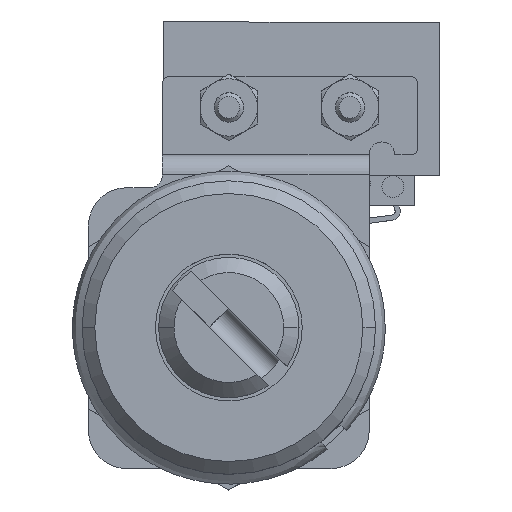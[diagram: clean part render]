
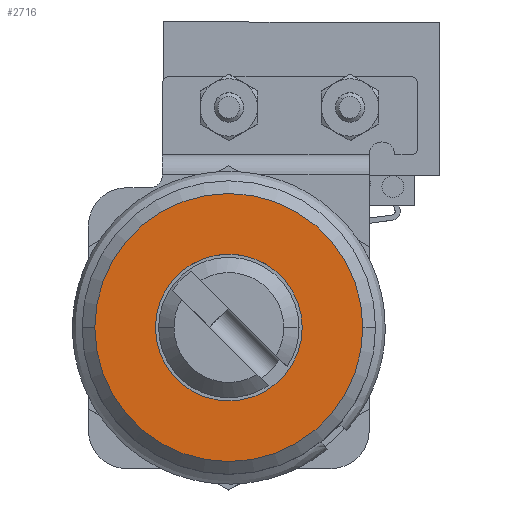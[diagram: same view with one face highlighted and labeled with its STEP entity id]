
A CAD part, top view. The second image highlights one B-rep face of the part: STEP entity #2716.
In plain terms, the highlighted planar face has unit normal (0, 0, 1).
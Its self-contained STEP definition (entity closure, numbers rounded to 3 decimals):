
#969 = EDGE_CURVE ( 'NONE', #5682, #10074, #6172, .T. ) ;
#1642 = DIRECTION ( 'NONE',  ( -1., 0., 0. ) ) ;
#2400 = AXIS2_PLACEMENT_3D ( 'NONE', #11856, #9940, #7984 ) ;
#2537 = DIRECTION ( 'NONE',  ( -1., 0., 0. ) ) ;
#2541 = CARTESIAN_POINT ( 'NONE',  ( -10.5, 0., 0. ) ) ;
#2716 = ADVANCED_FACE ( 'NONE', ( #7869, #14679 ), #8323, .F. ) ;
#3166 = DIRECTION ( 'NONE',  ( 1., 0., 0. ) ) ;
#3213 = ORIENTED_EDGE ( 'NONE', *, *, #4213, .T. ) ;
#3446 = CIRCLE ( 'NONE', #2400, 5.75 ) ;
#3557 = DIRECTION ( 'NONE',  ( 0., 0., 1. ) ) ;
#4213 = EDGE_CURVE ( 'NONE', #6276, #18191, #13784, .T. ) ;
#4484 = DIRECTION ( 'NONE',  ( 0., 0., -1. ) ) ;
#5113 = DIRECTION ( 'NONE',  ( 0., 0., 1. ) ) ;
#5682 = VERTEX_POINT ( 'NONE', #7322 ) ;
#6172 = CIRCLE ( 'NONE', #10548, 5.75 ) ;
#6264 = AXIS2_PLACEMENT_3D ( 'NONE', #11281, #3557, #1642 ) ;
#6276 = VERTEX_POINT ( 'NONE', #2541 ) ;
#6383 = CARTESIAN_POINT ( 'NONE',  ( 0., 11.5, 0. ) ) ;
#7019 = CARTESIAN_POINT ( 'NONE',  ( 0., 0., 0. ) ) ;
#7322 = CARTESIAN_POINT ( 'NONE',  ( -5.75, 0., 0. ) ) ;
#7869 = FACE_OUTER_BOUND ( 'NONE', #8656, .T. ) ;
#7894 = EDGE_LOOP ( 'NONE', ( #11191, #9417 ) ) ;
#7984 = DIRECTION ( 'NONE',  ( 1., 0., 0. ) ) ;
#8286 = ORIENTED_EDGE ( 'NONE', *, *, #8519, .T. ) ;
#8323 = PLANE ( 'NONE',  #15176 ) ;
#8519 = EDGE_CURVE ( 'NONE', #18191, #6276, #17453, .T. ) ;
#8656 = EDGE_LOOP ( 'NONE', ( #3213, #8286 ) ) ;
#9147 = AXIS2_PLACEMENT_3D ( 'NONE', #15663, #13724, #11807 ) ;
#9417 = ORIENTED_EDGE ( 'NONE', *, *, #969, .F. ) ;
#9940 = DIRECTION ( 'NONE',  ( 0., 0., 1. ) ) ;
#10074 = VERTEX_POINT ( 'NONE', #11455 ) ;
#10548 = AXIS2_PLACEMENT_3D ( 'NONE', #7019, #5113, #3166 ) ;
#11191 = ORIENTED_EDGE ( 'NONE', *, *, #13132, .F. ) ;
#11281 = CARTESIAN_POINT ( 'NONE',  ( 0., 0., 0. ) ) ;
#11455 = CARTESIAN_POINT ( 'NONE',  ( 5.75, 0., 0. ) ) ;
#11652 = CARTESIAN_POINT ( 'NONE',  ( 10.5, 0., 0. ) ) ;
#11807 = DIRECTION ( 'NONE',  ( -1., 0., 0. ) ) ;
#11856 = CARTESIAN_POINT ( 'NONE',  ( 0., 0., 0. ) ) ;
#13132 = EDGE_CURVE ( 'NONE', #10074, #5682, #3446, .T. ) ;
#13724 = DIRECTION ( 'NONE',  ( 0., 0., 1. ) ) ;
#13784 = CIRCLE ( 'NONE', #9147, 10.5 ) ;
#14679 = FACE_BOUND ( 'NONE', #7894, .T. ) ;
#15176 = AXIS2_PLACEMENT_3D ( 'NONE', #6383, #4484, #2537 ) ;
#15663 = CARTESIAN_POINT ( 'NONE',  ( 0., 0., 0. ) ) ;
#17453 = CIRCLE ( 'NONE', #6264, 10.5 ) ;
#18191 = VERTEX_POINT ( 'NONE', #11652 ) ;
